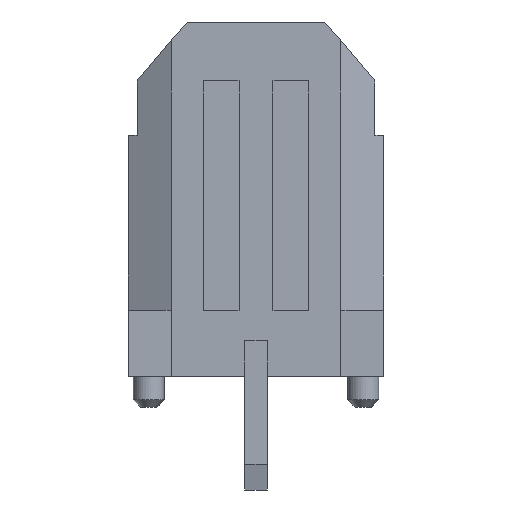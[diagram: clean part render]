
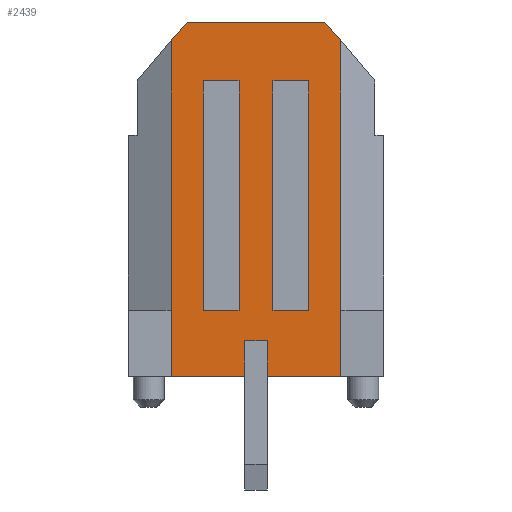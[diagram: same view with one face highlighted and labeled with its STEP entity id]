
A CAD part, front view. The second image highlights one B-rep face of the part: STEP entity #2439.
In plain terms, the highlighted planar face has unit normal (0, -1, 0).
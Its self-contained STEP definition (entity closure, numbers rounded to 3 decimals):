
#53=DIRECTION('',(1.,0.,0.));
#54=VECTOR('',#53,1.);
#55=CARTESIAN_POINT('',(-1.475,-3.47,3.3));
#56=LINE('',#55,#54);
#57=DIRECTION('',(0.,0.,1.));
#58=VECTOR('',#57,6.41);
#59=CARTESIAN_POINT('',(-1.475,-3.47,-3.11));
#60=LINE('',#59,#58);
#61=DIRECTION('',(1.,0.,0.));
#62=VECTOR('',#61,1.);
#63=CARTESIAN_POINT('',(-1.475,-3.47,-3.11));
#64=LINE('',#63,#62);
#65=DIRECTION('',(0.,0.,1.));
#66=VECTOR('',#65,6.41);
#67=CARTESIAN_POINT('',(-0.475,-3.47,-3.11));
#68=LINE('',#67,#66);
#69=DIRECTION('',(1.,0.,0.));
#70=VECTOR('',#69,1.);
#71=CARTESIAN_POINT('',(0.475,-3.47,3.3));
#72=LINE('',#71,#70);
#73=DIRECTION('',(0.,0.,1.));
#74=VECTOR('',#73,6.41);
#75=CARTESIAN_POINT('',(0.475,-3.47,-3.11));
#76=LINE('',#75,#74);
#77=DIRECTION('',(1.,0.,0.));
#78=VECTOR('',#77,1.);
#79=CARTESIAN_POINT('',(0.475,-3.47,-3.11));
#80=LINE('',#79,#78);
#81=DIRECTION('',(0.,0.,1.));
#82=VECTOR('',#81,6.41);
#83=CARTESIAN_POINT('',(1.475,-3.47,-3.11));
#84=LINE('',#83,#82);
#85=DIRECTION('',(0.,0.,1.));
#86=VECTOR('',#85,1.);
#87=CARTESIAN_POINT('',(-0.32,-3.47,-4.96));
#88=LINE('',#87,#86);
#89=DIRECTION('',(0.,0.,-1.));
#90=VECTOR('',#89,7.53);
#91=CARTESIAN_POINT('',(-2.375,-3.47,4.42));
#92=LINE('',#91,#90);
#93=DIRECTION('',(-0.647,0.,-0.763));
#94=VECTOR('',#93,0.696);
#95=CARTESIAN_POINT('',(-1.925,-3.47,4.95));
#96=LINE('',#95,#94);
#97=DIRECTION('',(1.,0.,0.));
#98=VECTOR('',#97,3.85);
#99=CARTESIAN_POINT('',(-1.925,-3.47,4.95));
#100=LINE('',#99,#98);
#101=DIRECTION('',(-0.647,0.,0.763));
#102=VECTOR('',#101,0.696);
#103=CARTESIAN_POINT('',(2.375,-3.47,4.42));
#104=LINE('',#103,#102);
#105=DIRECTION('',(0.,0.,-1.));
#106=VECTOR('',#105,7.53);
#107=CARTESIAN_POINT('',(2.375,-3.47,4.42));
#108=LINE('',#107,#106);
#109=DIRECTION('',(0.,0.,-1.));
#110=VECTOR('',#109,1.85);
#111=CARTESIAN_POINT('',(2.375,-3.47,-3.11));
#112=LINE('',#111,#110);
#113=DIRECTION('',(0.,0.,1.));
#114=VECTOR('',#113,1.);
#115=CARTESIAN_POINT('',(0.32,-3.47,-4.96));
#116=LINE('',#115,#114);
#117=DIRECTION('',(1.,0.,0.));
#118=VECTOR('',#117,0.64);
#119=CARTESIAN_POINT('',(-0.32,-3.47,-3.96));
#120=LINE('',#119,#118);
#1355=DIRECTION('',(-1.,0.,0.));
#1356=VECTOR('',#1355,2.055);
#1357=CARTESIAN_POINT('',(-0.32,-3.47,-4.96));
#1358=LINE('',#1357,#1356);
#1363=DIRECTION('',(-1.,0.,0.));
#1364=VECTOR('',#1363,2.055);
#1365=CARTESIAN_POINT('',(2.375,-3.47,-4.96));
#1366=LINE('',#1365,#1364);
#1391=DIRECTION('',(0.,0.,-1.));
#1392=VECTOR('',#1391,1.85);
#1393=CARTESIAN_POINT('',(-2.375,-3.47,-3.11));
#1394=LINE('',#1393,#1392);
#1739=CARTESIAN_POINT('',(-1.925,-3.47,4.95));
#1740=CARTESIAN_POINT('',(1.925,-3.47,4.95));
#1741=VERTEX_POINT('',#1739);
#1742=VERTEX_POINT('',#1740);
#1824=CARTESIAN_POINT('',(-0.32,-3.47,-4.96));
#1826=VERTEX_POINT('',#1824);
#1828=CARTESIAN_POINT('',(0.32,-3.47,-4.96));
#1830=VERTEX_POINT('',#1828);
#1836=CARTESIAN_POINT('',(2.375,-3.47,-3.11));
#1838=VERTEX_POINT('',#1836);
#1840=CARTESIAN_POINT('',(-2.375,-3.47,-3.11));
#1842=VERTEX_POINT('',#1840);
#1849=CARTESIAN_POINT('',(2.375,-3.47,-4.96));
#1850=VERTEX_POINT('',#1849);
#1851=CARTESIAN_POINT('',(-2.375,-3.47,-4.96));
#1852=VERTEX_POINT('',#1851);
#1853=CARTESIAN_POINT('',(-0.32,-3.47,-3.96));
#1854=VERTEX_POINT('',#1853);
#1855=CARTESIAN_POINT('',(0.32,-3.47,-3.96));
#1856=VERTEX_POINT('',#1855);
#2009=CARTESIAN_POINT('',(-1.475,-3.47,3.3));
#2010=CARTESIAN_POINT('',(-0.475,-3.47,3.3));
#2011=VERTEX_POINT('',#2009);
#2012=VERTEX_POINT('',#2010);
#2013=CARTESIAN_POINT('',(0.475,-3.47,3.3));
#2014=CARTESIAN_POINT('',(1.475,-3.47,3.3));
#2015=VERTEX_POINT('',#2013);
#2016=VERTEX_POINT('',#2014);
#2017=CARTESIAN_POINT('',(-1.475,-3.47,-3.11));
#2018=CARTESIAN_POINT('',(-0.475,-3.47,-3.11));
#2019=VERTEX_POINT('',#2017);
#2020=VERTEX_POINT('',#2018);
#2021=CARTESIAN_POINT('',(0.475,-3.47,-3.11));
#2022=CARTESIAN_POINT('',(1.475,-3.47,-3.11));
#2023=VERTEX_POINT('',#2021);
#2024=VERTEX_POINT('',#2022);
#2221=CARTESIAN_POINT('',(2.375,-3.47,4.42));
#2222=VERTEX_POINT('',#2221);
#2223=CARTESIAN_POINT('',(-2.375,-3.47,4.42));
#2224=VERTEX_POINT('',#2223);
#2389=CARTESIAN_POINT('',(-3.325,-3.47,4.95));
#2390=DIRECTION('',(0.,-1.,0.));
#2391=DIRECTION('',(0.,0.,-1.));
#2392=AXIS2_PLACEMENT_3D('',#2389,#2390,#2391);
#2393=PLANE('',#2392);
#2395=ORIENTED_EDGE('',*,*,#2394,.F.);
#2397=ORIENTED_EDGE('',*,*,#2396,.T.);
#2399=ORIENTED_EDGE('',*,*,#2398,.F.);
#2400=ORIENTED_EDGE('',*,*,#2376,.F.);
#2402=ORIENTED_EDGE('',*,*,#2401,.F.);
#2404=ORIENTED_EDGE('',*,*,#2403,.T.);
#2406=ORIENTED_EDGE('',*,*,#2405,.F.);
#2408=ORIENTED_EDGE('',*,*,#2407,.T.);
#2410=ORIENTED_EDGE('',*,*,#2409,.T.);
#2412=ORIENTED_EDGE('',*,*,#2411,.T.);
#2414=ORIENTED_EDGE('',*,*,#2413,.T.);
#2416=ORIENTED_EDGE('',*,*,#2415,.F.);
#2417=EDGE_LOOP('',(#2395,#2397,#2399,#2400,#2402,#2404,#2406,#2408,#2410,#2412,
#2414,#2416));
#2418=FACE_OUTER_BOUND('',#2417,.F.);
#2420=ORIENTED_EDGE('',*,*,#2419,.F.);
#2422=ORIENTED_EDGE('',*,*,#2421,.F.);
#2424=ORIENTED_EDGE('',*,*,#2423,.T.);
#2426=ORIENTED_EDGE('',*,*,#2425,.T.);
#2427=EDGE_LOOP('',(#2420,#2422,#2424,#2426));
#2428=FACE_BOUND('',#2427,.F.);
#2430=ORIENTED_EDGE('',*,*,#2429,.F.);
#2432=ORIENTED_EDGE('',*,*,#2431,.F.);
#2434=ORIENTED_EDGE('',*,*,#2433,.T.);
#2436=ORIENTED_EDGE('',*,*,#2435,.T.);
#2437=EDGE_LOOP('',(#2430,#2432,#2434,#2436));
#2438=FACE_BOUND('',#2437,.F.);
#2439=ADVANCED_FACE('',(#2418,#2428,#2438),#2393,.T.);
#2376=EDGE_CURVE('',#2224,#1842,#92,.T.);
#2394=EDGE_CURVE('',#1826,#1854,#88,.T.);
#2396=EDGE_CURVE('',#1826,#1852,#1358,.T.);
#2398=EDGE_CURVE('',#1842,#1852,#1394,.T.);
#2401=EDGE_CURVE('',#1741,#2224,#96,.T.);
#2403=EDGE_CURVE('',#1741,#1742,#100,.T.);
#2405=EDGE_CURVE('',#2222,#1742,#104,.T.);
#2407=EDGE_CURVE('',#2222,#1838,#108,.T.);
#2409=EDGE_CURVE('',#1838,#1850,#112,.T.);
#2411=EDGE_CURVE('',#1850,#1830,#1366,.T.);
#2413=EDGE_CURVE('',#1830,#1856,#116,.T.);
#2415=EDGE_CURVE('',#1854,#1856,#120,.T.);
#2419=EDGE_CURVE('',#2015,#2016,#72,.T.);
#2421=EDGE_CURVE('',#2023,#2015,#76,.T.);
#2423=EDGE_CURVE('',#2023,#2024,#80,.T.);
#2425=EDGE_CURVE('',#2024,#2016,#84,.T.);
#2429=EDGE_CURVE('',#2011,#2012,#56,.T.);
#2431=EDGE_CURVE('',#2019,#2011,#60,.T.);
#2433=EDGE_CURVE('',#2019,#2020,#64,.T.);
#2435=EDGE_CURVE('',#2020,#2012,#68,.T.);
